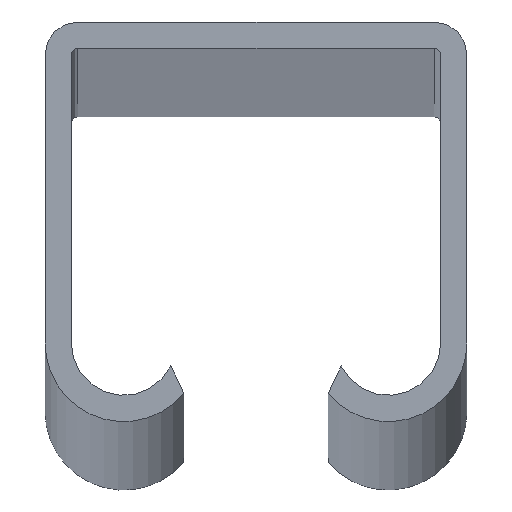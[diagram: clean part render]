
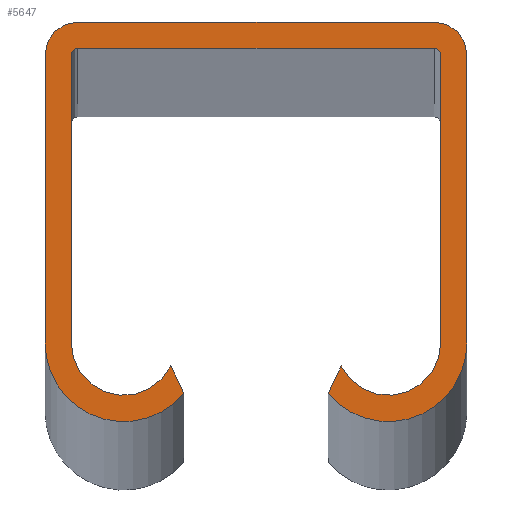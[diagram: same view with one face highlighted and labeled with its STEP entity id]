
A CAD part, top view. The second image highlights one B-rep face of the part: STEP entity #5647.
In plain terms, the highlighted planar face has unit normal (0, 0, 1).
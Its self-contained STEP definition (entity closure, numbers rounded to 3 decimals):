
#22 = CARTESIAN_POINT ( 'NONE',  ( -10.1, -22.5, 3000. ) ) ;
#78 = DIRECTION ( 'NONE',  ( 0., 1., 0. ) ) ;
#131 = CARTESIAN_POINT ( 'NONE',  ( 14.1, -0.5, 3000. ) ) ;
#157 = CARTESIAN_POINT ( 'NONE',  ( 13.6, 0., 3000. ) ) ;
#239 = ORIENTED_EDGE ( 'NONE', *, *, #5005, .T. ) ;
#314 = LINE ( 'NONE', #9119, #9014 ) ;
#347 = VERTEX_POINT ( 'NONE', #14121 ) ;
#987 = DIRECTION ( 'NONE',  ( 0., 0., -1. ) ) ;
#1003 = DIRECTION ( 'NONE',  ( 1., 0., 0. ) ) ;
#1024 = LINE ( 'NONE', #12023, #7948 ) ;
#1051 = VECTOR ( 'NONE', #78, 1000. ) ;
#1054 = AXIS2_PLACEMENT_3D ( 'NONE', #11007, #14439, #1003 ) ;
#1489 = CARTESIAN_POINT ( 'NONE',  ( 13.6, 2., 3000. ) ) ;
#1530 = AXIS2_PLACEMENT_3D ( 'NONE', #7406, #2053, #9612 ) ;
#1717 = CARTESIAN_POINT ( 'NONE',  ( -5.5, -26.352, 3000. ) ) ;
#1860 = ORIENTED_EDGE ( 'NONE', *, *, #4060, .T. ) ;
#1944 = DIRECTION ( 'NONE',  ( -1., 0., 0. ) ) ;
#2053 = DIRECTION ( 'NONE',  ( 0., 0., 1. ) ) ;
#2163 = AXIS2_PLACEMENT_3D ( 'NONE', #22, #13977, #2718 ) ;
#2272 = AXIS2_PLACEMENT_3D ( 'NONE', #12089, #6690, #12343 ) ;
#2381 = DIRECTION ( 'NONE',  ( -0.428, 0.904, 0. ) ) ;
#2575 = LINE ( 'NONE', #5962, #14734 ) ;
#2632 = VERTEX_POINT ( 'NONE', #4084 ) ;
#2718 = DIRECTION ( 'NONE',  ( 1., 0., 0. ) ) ;
#2837 = DIRECTION ( 'NONE',  ( 1., 0., 0. ) ) ;
#3196 = VECTOR ( 'NONE', #2381, 1000. ) ;
#3274 = DIRECTION ( 'NONE',  ( 0., -1., 0. ) ) ;
#3577 = CARTESIAN_POINT ( 'NONE',  ( 13.6, -0.5, 3000. ) ) ;
#3876 = LINE ( 'NONE', #4603, #9966 ) ;
#3905 = CARTESIAN_POINT ( 'NONE',  ( -16.1, -0.5, 3000. ) ) ;
#4060 = EDGE_CURVE ( 'NONE', #11229, #15150, #13071, .T. ) ;
#4084 = CARTESIAN_POINT ( 'NONE',  ( -14.1, -22.5, 3000. ) ) ;
#4210 = DIRECTION ( 'NONE',  ( 1., 0., 0. ) ) ;
#4229 = DIRECTION ( 'NONE',  ( -1., 0., 0. ) ) ;
#4327 = AXIS2_PLACEMENT_3D ( 'NONE', #13777, #10838, #4210 ) ;
#4358 = ORIENTED_EDGE ( 'NONE', *, *, #14241, .T. ) ;
#4375 = CIRCLE ( 'NONE', #14125, 0.5 ) ;
#4603 = CARTESIAN_POINT ( 'NONE',  ( 13.6, 2., 3000. ) ) ;
#4859 = ORIENTED_EDGE ( 'NONE', *, *, #9114, .T. ) ;
#4989 = CARTESIAN_POINT ( 'NONE',  ( 10.1, -22.5, 3000. ) ) ;
#5005 = EDGE_CURVE ( 'NONE', #9553, #347, #3876, .T. ) ;
#5127 = EDGE_CURVE ( 'NONE', #8553, #9710, #2575, .T. ) ;
#5258 = EDGE_CURVE ( 'NONE', #347, #8553, #7781, .T. ) ;
#5382 = DIRECTION ( 'NONE',  ( -0.432, -0.902, 0. ) ) ;
#5392 = EDGE_CURVE ( 'NONE', #8897, #11229, #7940, .T. ) ;
#5540 = VERTEX_POINT ( 'NONE', #13512 ) ;
#5594 = CARTESIAN_POINT ( 'NONE',  ( -16.1, -22.5, 3000. ) ) ;
#5647 = ADVANCED_FACE ( 'NONE', ( #9879 ), #11578, .T. ) ;
#5708 = ORIENTED_EDGE ( 'NONE', *, *, #5980, .T. ) ;
#5766 = CARTESIAN_POINT ( 'NONE',  ( 16.1, -22.5, 3000. ) ) ;
#5962 = CARTESIAN_POINT ( 'NONE',  ( -16.1, -0.5, 3000. ) ) ;
#5980 = EDGE_CURVE ( 'NONE', #9451, #14769, #14841, .T. ) ;
#6150 = DIRECTION ( 'NONE',  ( 0., 1., 0. ) ) ;
#6452 = CARTESIAN_POINT ( 'NONE',  ( 16.1, -0.5, 3000. ) ) ;
#6457 = CIRCLE ( 'NONE', #12083, 2.5 ) ;
#6576 = EDGE_LOOP ( 'NONE', ( #12009, #7773, #1860, #14690, #4358, #10888, #4859, #239, #8532, #8327, #10287, #5708, #11616, #8684, #6709, #15141 ) ) ;
#6690 = DIRECTION ( 'NONE',  ( 0., 0., -1. ) ) ;
#6709 = ORIENTED_EDGE ( 'NONE', *, *, #13172, .T. ) ;
#6908 = EDGE_CURVE ( 'NONE', #5540, #8897, #4375, .T. ) ;
#7359 = CARTESIAN_POINT ( 'NONE',  ( -6.5, -24.244, 3000. ) ) ;
#7406 = CARTESIAN_POINT ( 'NONE',  ( 13.6, -0.5, 3000. ) ) ;
#7435 = VERTEX_POINT ( 'NONE', #10972 ) ;
#7520 = EDGE_CURVE ( 'NONE', #7435, #5540, #14584, .T. ) ;
#7557 = CARTESIAN_POINT ( 'NONE',  ( 13.6, -0.5, 3000. ) ) ;
#7563 = CARTESIAN_POINT ( 'NONE',  ( 5.5, -26.352, 3000. ) ) ;
#7680 = DIRECTION ( 'NONE',  ( 0., -1., 0. ) ) ;
#7705 = EDGE_CURVE ( 'NONE', #9710, #9451, #12360, .T. ) ;
#7773 = ORIENTED_EDGE ( 'NONE', *, *, #5392, .T. ) ;
#7781 = CIRCLE ( 'NONE', #4327, 2.5 ) ;
#7940 = LINE ( 'NONE', #14305, #13887 ) ;
#7948 = VECTOR ( 'NONE', #5382, 1000. ) ;
#7976 = DIRECTION ( 'NONE',  ( 1., 0., 0. ) ) ;
#8107 = EDGE_CURVE ( 'NONE', #14769, #2632, #10315, .T. ) ;
#8327 = ORIENTED_EDGE ( 'NONE', *, *, #5127, .T. ) ;
#8532 = ORIENTED_EDGE ( 'NONE', *, *, #5258, .T. ) ;
#8553 = VERTEX_POINT ( 'NONE', #3905 ) ;
#8570 = VERTEX_POINT ( 'NONE', #7563 ) ;
#8684 = ORIENTED_EDGE ( 'NONE', *, *, #13761, .T. ) ;
#8709 = DIRECTION ( 'NONE',  ( 0., 0., 1. ) ) ;
#8897 = VERTEX_POINT ( 'NONE', #131 ) ;
#9014 = VECTOR ( 'NONE', #6150, 1000. ) ;
#9090 = CARTESIAN_POINT ( 'NONE',  ( 6.504, -24.253, 3000. ) ) ;
#9114 = EDGE_CURVE ( 'NONE', #13986, #9553, #6457, .T. ) ;
#9119 = CARTESIAN_POINT ( 'NONE',  ( -14.1, -0.5, 3000. ) ) ;
#9451 = VERTEX_POINT ( 'NONE', #1717 ) ;
#9523 = DIRECTION ( 'NONE',  ( 1., 0., 0. ) ) ;
#9553 = VERTEX_POINT ( 'NONE', #1489 ) ;
#9612 = DIRECTION ( 'NONE',  ( 1., 0., 0. ) ) ;
#9710 = VERTEX_POINT ( 'NONE', #5594 ) ;
#9872 = LINE ( 'NONE', #11812, #1051 ) ;
#9879 = FACE_OUTER_BOUND ( 'NONE', #6576, .T. ) ;
#9890 = EDGE_CURVE ( 'NONE', #10919, #13986, #9872, .T. ) ;
#9966 = VECTOR ( 'NONE', #1944, 1000. ) ;
#10038 = VECTOR ( 'NONE', #7976, 1000. ) ;
#10188 = CARTESIAN_POINT ( 'NONE',  ( -14.1, -0.5, 3000. ) ) ;
#10190 = VERTEX_POINT ( 'NONE', #10188 ) ;
#10287 = ORIENTED_EDGE ( 'NONE', *, *, #7705, .T. ) ;
#10315 = CIRCLE ( 'NONE', #2163, 4. ) ;
#10618 = DIRECTION ( 'NONE',  ( 0., 0., -1. ) ) ;
#10622 = CIRCLE ( 'NONE', #13335, 6. ) ;
#10838 = DIRECTION ( 'NONE',  ( 0., 0., 1. ) ) ;
#10888 = ORIENTED_EDGE ( 'NONE', *, *, #9890, .T. ) ;
#10919 = VERTEX_POINT ( 'NONE', #5766 ) ;
#10972 = CARTESIAN_POINT ( 'NONE',  ( -13.6, 0., 3000. ) ) ;
#11007 = CARTESIAN_POINT ( 'NONE',  ( -10.1, -22.5, 3000. ) ) ;
#11062 = CIRCLE ( 'NONE', #2272, 0.5 ) ;
#11229 = VERTEX_POINT ( 'NONE', #11480 ) ;
#11398 = DIRECTION ( 'NONE',  ( 0., 0., 1. ) ) ;
#11480 = CARTESIAN_POINT ( 'NONE',  ( 14.1, -22.5, 3000. ) ) ;
#11578 = PLANE ( 'NONE',  #1530 ) ;
#11616 = ORIENTED_EDGE ( 'NONE', *, *, #8107, .T. ) ;
#11812 = CARTESIAN_POINT ( 'NONE',  ( 16.1, -0.5, 3000. ) ) ;
#11930 = AXIS2_PLACEMENT_3D ( 'NONE', #14277, #10618, #4229 ) ;
#12009 = ORIENTED_EDGE ( 'NONE', *, *, #6908, .T. ) ;
#12023 = CARTESIAN_POINT ( 'NONE',  ( 6.504, -24.253, 3000. ) ) ;
#12083 = AXIS2_PLACEMENT_3D ( 'NONE', #3577, #8709, #2837 ) ;
#12089 = CARTESIAN_POINT ( 'NONE',  ( -13.6, -0.5, 3000. ) ) ;
#12161 = CARTESIAN_POINT ( 'NONE',  ( -6.5, -24.244, 3000. ) ) ;
#12343 = DIRECTION ( 'NONE',  ( 1., 0., 0. ) ) ;
#12360 = CIRCLE ( 'NONE', #1054, 6. ) ;
#13071 = CIRCLE ( 'NONE', #11930, 4. ) ;
#13172 = EDGE_CURVE ( 'NONE', #10190, #7435, #11062, .T. ) ;
#13335 = AXIS2_PLACEMENT_3D ( 'NONE', #4989, #11398, #15051 ) ;
#13512 = CARTESIAN_POINT ( 'NONE',  ( 13.6, 0., 3000. ) ) ;
#13761 = EDGE_CURVE ( 'NONE', #2632, #10190, #314, .T. ) ;
#13777 = CARTESIAN_POINT ( 'NONE',  ( -13.6, -0.5, 3000. ) ) ;
#13887 = VECTOR ( 'NONE', #7680, 1000. ) ;
#13977 = DIRECTION ( 'NONE',  ( 0., 0., -1. ) ) ;
#13986 = VERTEX_POINT ( 'NONE', #6452 ) ;
#14121 = CARTESIAN_POINT ( 'NONE',  ( -13.6, 2., 3000. ) ) ;
#14125 = AXIS2_PLACEMENT_3D ( 'NONE', #7557, #987, #9523 ) ;
#14241 = EDGE_CURVE ( 'NONE', #8570, #10919, #10622, .T. ) ;
#14277 = CARTESIAN_POINT ( 'NONE',  ( 10.1, -22.5, 3000. ) ) ;
#14305 = CARTESIAN_POINT ( 'NONE',  ( 14.1, -0.5, 3000. ) ) ;
#14439 = DIRECTION ( 'NONE',  ( 0., 0., 1. ) ) ;
#14584 = LINE ( 'NONE', #157, #10038 ) ;
#14690 = ORIENTED_EDGE ( 'NONE', *, *, #15151, .T. ) ;
#14734 = VECTOR ( 'NONE', #3274, 1000. ) ;
#14769 = VERTEX_POINT ( 'NONE', #7359 ) ;
#14841 = LINE ( 'NONE', #12161, #3196 ) ;
#15051 = DIRECTION ( 'NONE',  ( -1., 0., 0. ) ) ;
#15141 = ORIENTED_EDGE ( 'NONE', *, *, #7520, .T. ) ;
#15150 = VERTEX_POINT ( 'NONE', #9090 ) ;
#15151 = EDGE_CURVE ( 'NONE', #15150, #8570, #1024, .T. ) ;
